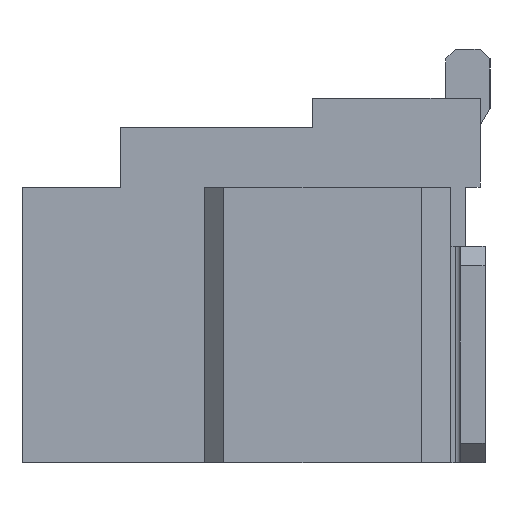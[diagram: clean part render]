
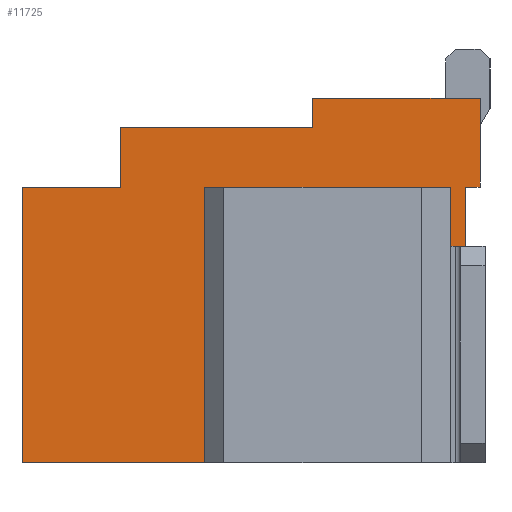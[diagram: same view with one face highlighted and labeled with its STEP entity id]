
A CAD part, left-side view. The second image highlights one B-rep face of the part: STEP entity #11725.
In plain terms, the highlighted planar face has unit normal (-1, 0, 0).
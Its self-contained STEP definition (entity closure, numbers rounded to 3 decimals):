
#71 = VERTEX_POINT ( 'NONE', #6951 ) ;
#161 = CARTESIAN_POINT ( 'NONE',  ( -5.25, -3.675, 1.2 ) ) ;
#192 = EDGE_CURVE ( 'NONE', #6469, #5213, #5490, .T. ) ;
#248 = DIRECTION ( 'NONE',  ( 0., 0., 1. ) ) ;
#480 = EDGE_CURVE ( 'NONE', #2643, #13015, #4215, .T. ) ;
#513 = VERTEX_POINT ( 'NONE', #1249 ) ;
#514 = ORIENTED_EDGE ( 'NONE', *, *, #2609, .T. ) ;
#786 = VERTEX_POINT ( 'NONE', #6898 ) ;
#805 = LINE ( 'NONE', #8942, #4554 ) ;
#858 = AXIS2_PLACEMENT_3D ( 'NONE', #7977, #11966, #11922 ) ;
#891 = ORIENTED_EDGE ( 'NONE', *, *, #6420, .F. ) ;
#909 = DIRECTION ( 'NONE',  ( 0., 0., 1. ) ) ;
#940 = VECTOR ( 'NONE', #2035, 1000. ) ;
#1045 = CARTESIAN_POINT ( 'NONE',  ( -5.25, -3.675, 2.1 ) ) ;
#1095 = CARTESIAN_POINT ( 'NONE',  ( -5.25, -0.875, -1.6 ) ) ;
#1173 = ORIENTED_EDGE ( 'NONE', *, *, #12382, .F. ) ;
#1249 = CARTESIAN_POINT ( 'NONE',  ( -5.25, -0.025, 1.2 ) ) ;
#1257 = CARTESIAN_POINT ( 'NONE',  ( -5.25, 0.975, 1.2 ) ) ;
#1553 = CARTESIAN_POINT ( 'NONE',  ( -5.25, -3.675, 1.2 ) ) ;
#1578 = VERTEX_POINT ( 'NONE', #1553 ) ;
#1667 = CARTESIAN_POINT ( 'NONE',  ( -5.25, -3.675, 2.1 ) ) ;
#1755 = EDGE_CURVE ( 'NONE', #12861, #4910, #5245, .T. ) ;
#2035 = DIRECTION ( 'NONE',  ( 0., 1., 0. ) ) ;
#2119 = VECTOR ( 'NONE', #248, 1000. ) ;
#2524 = ORIENTED_EDGE ( 'NONE', *, *, #6101, .T. ) ;
#2609 = EDGE_CURVE ( 'NONE', #5213, #10310, #10154, .T. ) ;
#2643 = VERTEX_POINT ( 'NONE', #9017 ) ;
#2702 = CARTESIAN_POINT ( 'NONE',  ( -5.25, -3.675, -1.6 ) ) ;
#2704 = VERTEX_POINT ( 'NONE', #10340 ) ;
#2740 = LINE ( 'NONE', #9878, #5733 ) ;
#2775 = DIRECTION ( 'NONE',  ( 0., 0., 1. ) ) ;
#2954 = DIRECTION ( 'NONE',  ( 0., 0., -1. ) ) ;
#3406 = VECTOR ( 'NONE', #6099, 1000. ) ;
#3667 = CARTESIAN_POINT ( 'NONE',  ( -5.25, -3.675, -0.9 ) ) ;
#3762 = VERTEX_POINT ( 'NONE', #12324 ) ;
#3771 = EDGE_CURVE ( 'NONE', #1578, #3897, #10498, .T. ) ;
#3819 = ORIENTED_EDGE ( 'NONE', *, *, #8500, .T. ) ;
#3897 = VERTEX_POINT ( 'NONE', #12420 ) ;
#3983 = ORIENTED_EDGE ( 'NONE', *, *, #1755, .T. ) ;
#4054 = CARTESIAN_POINT ( 'NONE',  ( -5.25, -3.675, 1.2 ) ) ;
#4131 = EDGE_CURVE ( 'NONE', #1578, #6469, #11630, .T. ) ;
#4215 = LINE ( 'NONE', #6111, #10570 ) ;
#4554 = VECTOR ( 'NONE', #5845, 1000. ) ;
#4558 = LINE ( 'NONE', #1257, #5830 ) ;
#4629 = CARTESIAN_POINT ( 'NONE',  ( -5.25, -0.025, 1.8 ) ) ;
#4792 = LINE ( 'NONE', #3667, #12438 ) ;
#4818 = DIRECTION ( 'NONE',  ( 0., -1., 0. ) ) ;
#4878 = DIRECTION ( 'NONE',  ( 0., 1., 0. ) ) ;
#4910 = VERTEX_POINT ( 'NONE', #9715 ) ;
#4921 = ORIENTED_EDGE ( 'NONE', *, *, #192, .T. ) ;
#5070 = ORIENTED_EDGE ( 'NONE', *, *, #4131, .T. ) ;
#5213 = VERTEX_POINT ( 'NONE', #11346 ) ;
#5245 = LINE ( 'NONE', #12894, #8617 ) ;
#5288 = LINE ( 'NONE', #4629, #6414 ) ;
#5315 = CARTESIAN_POINT ( 'NONE',  ( -5.25, -3.525, -0.9 ) ) ;
#5363 = EDGE_CURVE ( 'NONE', #13015, #513, #4558, .T. ) ;
#5375 = VERTEX_POINT ( 'NONE', #9387 ) ;
#5465 = EDGE_CURVE ( 'NONE', #71, #3897, #6646, .T. ) ;
#5490 = LINE ( 'NONE', #1045, #940 ) ;
#5703 = VERTEX_POINT ( 'NONE', #12475 ) ;
#5733 = VECTOR ( 'NONE', #2775, 1000. ) ;
#5830 = VECTOR ( 'NONE', #6350, 1000. ) ;
#5845 = DIRECTION ( 'NONE',  ( 0., 1., 0. ) ) ;
#6099 = DIRECTION ( 'NONE',  ( 0., 0., 1. ) ) ;
#6101 = EDGE_CURVE ( 'NONE', #2704, #12861, #8039, .T. ) ;
#6111 = CARTESIAN_POINT ( 'NONE',  ( -5.25, 0.975, -1.6 ) ) ;
#6204 = VECTOR ( 'NONE', #909, 1000. ) ;
#6350 = DIRECTION ( 'NONE',  ( 0., -1., 0. ) ) ;
#6414 = VECTOR ( 'NONE', #11753, 1000. ) ;
#6420 = EDGE_CURVE ( 'NONE', #786, #10310, #5288, .T. ) ;
#6469 = VERTEX_POINT ( 'NONE', #1667 ) ;
#6646 = LINE ( 'NONE', #5315, #9826 ) ;
#6672 = CARTESIAN_POINT ( 'NONE',  ( -5.25, -0.875, 1.2 ) ) ;
#6898 = CARTESIAN_POINT ( 'NONE',  ( -5.25, -0.025, 1.8 ) ) ;
#6951 = CARTESIAN_POINT ( 'NONE',  ( -5.25, -3.525, -0.9 ) ) ;
#7035 = DIRECTION ( 'NONE',  ( 0., 0., 1. ) ) ;
#7038 = PLANE ( 'NONE',  #858 ) ;
#7065 = CARTESIAN_POINT ( 'NONE',  ( -5.25, 0.975, 1.2 ) ) ;
#7280 = DIRECTION ( 'NONE',  ( 0., 1., 0. ) ) ;
#7690 = DIRECTION ( 'NONE',  ( 0., 1., 0. ) ) ;
#7829 = ORIENTED_EDGE ( 'NONE', *, *, #9625, .F. ) ;
#7977 = CARTESIAN_POINT ( 'NONE',  ( -5.25, -3.675, -1.6 ) ) ;
#8032 = DIRECTION ( 'NONE',  ( 0., 0., 1. ) ) ;
#8039 = LINE ( 'NONE', #1095, #3406 ) ;
#8061 = LINE ( 'NONE', #8210, #12171 ) ;
#8161 = ORIENTED_EDGE ( 'NONE', *, *, #11172, .T. ) ;
#8210 = CARTESIAN_POINT ( 'NONE',  ( -5.25, -3.675, -1.6 ) ) ;
#8416 = DIRECTION ( 'NONE',  ( 0., 0., 1. ) ) ;
#8500 = EDGE_CURVE ( 'NONE', #3762, #71, #4792, .T. ) ;
#8617 = VECTOR ( 'NONE', #4818, 1000. ) ;
#8942 = CARTESIAN_POINT ( 'NONE',  ( -5.25, -0.875, -1.6 ) ) ;
#9017 = CARTESIAN_POINT ( 'NONE',  ( -5.25, 0.975, -1.6 ) ) ;
#9184 = ORIENTED_EDGE ( 'NONE', *, *, #5465, .T. ) ;
#9194 = ORIENTED_EDGE ( 'NONE', *, *, #12633, .F. ) ;
#9358 = ORIENTED_EDGE ( 'NONE', *, *, #5363, .F. ) ;
#9387 = CARTESIAN_POINT ( 'NONE',  ( -5.25, -3.375, -1.6 ) ) ;
#9625 = EDGE_CURVE ( 'NONE', #2704, #2643, #805, .T. ) ;
#9715 = CARTESIAN_POINT ( 'NONE',  ( -5.25, -3.375, 1.2 ) ) ;
#9811 = CARTESIAN_POINT ( 'NONE',  ( -5.25, -1.975, 2.1 ) ) ;
#9826 = VECTOR ( 'NONE', #8416, 1000. ) ;
#9843 = VECTOR ( 'NONE', #2954, 1000. ) ;
#9856 = EDGE_LOOP ( 'NONE', ( #10280, #7829, #2524, #3983, #1173, #9194, #8161, #3819, #9184, #12184, #5070, #4921, #514, #891, #10203, #9358 ) ) ;
#9878 = CARTESIAN_POINT ( 'NONE',  ( -5.25, -0.025, 1.2 ) ) ;
#10154 = LINE ( 'NONE', #9811, #9843 ) ;
#10203 = ORIENTED_EDGE ( 'NONE', *, *, #12499, .F. ) ;
#10280 = ORIENTED_EDGE ( 'NONE', *, *, #480, .F. ) ;
#10310 = VERTEX_POINT ( 'NONE', #10476 ) ;
#10340 = CARTESIAN_POINT ( 'NONE',  ( -5.25, -0.875, -1.6 ) ) ;
#10476 = CARTESIAN_POINT ( 'NONE',  ( -5.25, -1.975, 1.8 ) ) ;
#10498 = LINE ( 'NONE', #161, #11482 ) ;
#10570 = VECTOR ( 'NONE', #7035, 1000. ) ;
#10676 = LINE ( 'NONE', #2702, #12750 ) ;
#11172 = EDGE_CURVE ( 'NONE', #5703, #3762, #8061, .T. ) ;
#11346 = CARTESIAN_POINT ( 'NONE',  ( -5.25, -1.975, 2.1 ) ) ;
#11398 = CARTESIAN_POINT ( 'NONE',  ( -5.25, -3.375, -1.6 ) ) ;
#11482 = VECTOR ( 'NONE', #7280, 1000. ) ;
#11630 = LINE ( 'NONE', #4054, #6204 ) ;
#11725 = ADVANCED_FACE ( 'NONE', ( #11834 ), #7038, .T. ) ;
#11753 = DIRECTION ( 'NONE',  ( 0., -1., 0. ) ) ;
#11834 = FACE_OUTER_BOUND ( 'NONE', #9856, .T. ) ;
#11922 = DIRECTION ( 'NONE',  ( 0., 0., 1. ) ) ;
#11966 = DIRECTION ( 'NONE',  ( -1., 0., 0. ) ) ;
#12171 = VECTOR ( 'NONE', #8032, 1000. ) ;
#12184 = ORIENTED_EDGE ( 'NONE', *, *, #3771, .F. ) ;
#12324 = CARTESIAN_POINT ( 'NONE',  ( -5.25, -3.675, -0.9 ) ) ;
#12382 = EDGE_CURVE ( 'NONE', #5375, #4910, #12927, .T. ) ;
#12420 = CARTESIAN_POINT ( 'NONE',  ( -5.25, -3.525, 1.2 ) ) ;
#12438 = VECTOR ( 'NONE', #7690, 1000. ) ;
#12475 = CARTESIAN_POINT ( 'NONE',  ( -5.25, -3.675, -1.6 ) ) ;
#12499 = EDGE_CURVE ( 'NONE', #513, #786, #2740, .T. ) ;
#12633 = EDGE_CURVE ( 'NONE', #5703, #5375, #10676, .T. ) ;
#12750 = VECTOR ( 'NONE', #4878, 1000. ) ;
#12861 = VERTEX_POINT ( 'NONE', #6672 ) ;
#12894 = CARTESIAN_POINT ( 'NONE',  ( -5.25, -0.875, 1.2 ) ) ;
#12927 = LINE ( 'NONE', #11398, #2119 ) ;
#13015 = VERTEX_POINT ( 'NONE', #7065 ) ;
